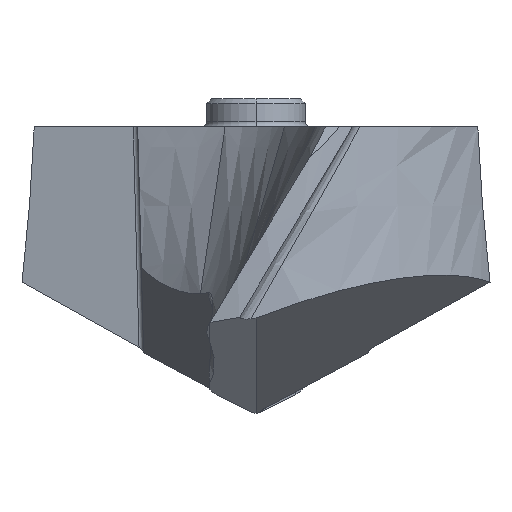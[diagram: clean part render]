
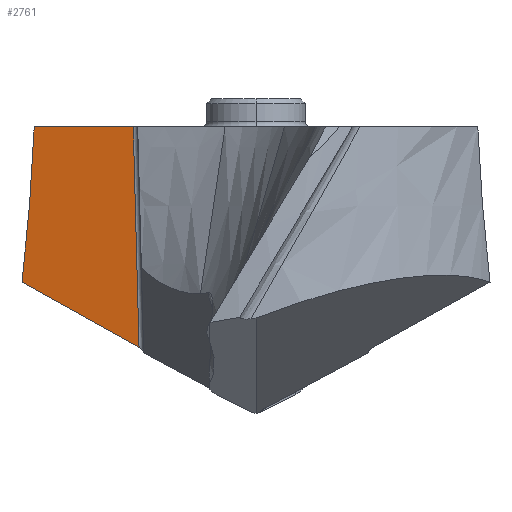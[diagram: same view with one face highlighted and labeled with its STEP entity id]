
A CAD part, left-side view. The second image highlights one B-rep face of the part: STEP entity #2761.
In plain terms, the highlighted planar face has unit normal (-0.925, 0.337, 0.174).
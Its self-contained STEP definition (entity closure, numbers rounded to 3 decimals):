
#247=DIRECTION('',(-0.342,-0.94,0.));
#248=VECTOR('',#247,3.177);
#249=CARTESIAN_POINT('',(4.082,6.684,0.));
#250=LINE('',#249,#248);
#260=CARTESIAN_POINT('',(4.082,6.684,0.));
#566=DIRECTION('',(0.379,0.808,0.451));
#567=VECTOR('',#566,4.363);
#568=CARTESIAN_POINT('',(1.685,3.525,-6.648));
#569=LINE('',#568,#567);
#577=CARTESIAN_POINT('',(1.685,3.525,-6.648));
#1070=DIRECTION('',(-0.193,-0.026,-0.981));
#1071=VECTOR('',#1070,6.778);
#1072=CARTESIAN_POINT('',(2.996,3.699,
0.));
#1073=LINE('',#1072,#1071);
#1093=CARTESIAN_POINT('',(3.338,7.051,-4.681));
#1094=CARTESIAN_POINT('',(3.363,7.029,-4.502));
#1095=CARTESIAN_POINT('',(3.415,6.988,-4.147));
#1096=CARTESIAN_POINT('',(3.493,6.933,-3.626));
#1097=CARTESIAN_POINT('',(3.572,6.885,-3.107));
#1098=CARTESIAN_POINT('',(3.659,6.84,-2.557));
#1099=CARTESIAN_POINT('',(3.729,6.808,-2.121));
#1100=CARTESIAN_POINT('',(3.814,6.773,-1.604));
#1101=CARTESIAN_POINT('',(3.895,6.744,-1.116));
#1102=CARTESIAN_POINT('',(3.981,6.715,
-0.603));
#1103=CARTESIAN_POINT('',(4.047,6.695,
-0.208));
#1104=CARTESIAN_POINT('',(4.082,6.684,0.));
#1454=VERTEX_POINT('',#260);
#1455=CARTESIAN_POINT('',(2.996,3.699,
0.));
#1456=VERTEX_POINT('',#1455);
#1517=VERTEX_POINT('',#577);
#1518=CARTESIAN_POINT('',(3.338,7.051,-4.681));
#1519=VERTEX_POINT('',#1518);
#2749=CARTESIAN_POINT('',(-0.386,3.122,
-16.902));
#2750=DIRECTION('',(0.925,-0.337,-0.174));
#2751=DIRECTION('',(-0.326,-0.941,0.089));
#2752=AXIS2_PLACEMENT_3D('',#2749,#2750,#2751);
#2753=PLANE('',#2752);
#2755=ORIENTED_EDGE('',*,*,#2754,.T.);
#2756=ORIENTED_EDGE('',*,*,#1772,.T.);
#2757=ORIENTED_EDGE('',*,*,#2741,.T.);
#2758=ORIENTED_EDGE('',*,*,#2083,.T.);
#2759=EDGE_LOOP('',(#2755,#2756,#2757,#2758));
#2760=FACE_OUTER_BOUND('',#2759,.F.);
#1105=B_SPLINE_CURVE_WITH_KNOTS('',3,(#1093,#1094,#1095,#1096,#1097,#1098,#1099,
#1100,#1101,#1102,#1103,#1104),.UNSPECIFIED.,.F.,.F.,(4,1,1,1,1,1,1,1,1,4),
(0.,0.111,0.222,0.333,0.444,
0.556,0.667,0.778,0.889,1.),
.UNSPECIFIED.);
#1772=EDGE_CURVE('',#1454,#1456,#250,.T.);
#2083=EDGE_CURVE('',#1517,#1519,#569,.T.);
#2741=EDGE_CURVE('',#1456,#1517,#1073,.T.);
#2754=EDGE_CURVE('',#1519,#1454,#1105,.T.);
#2761=ADVANCED_FACE('',(#2760),#2753,.F.);
